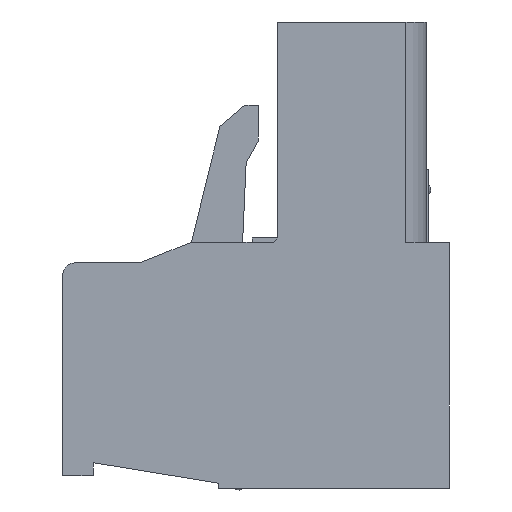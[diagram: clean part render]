
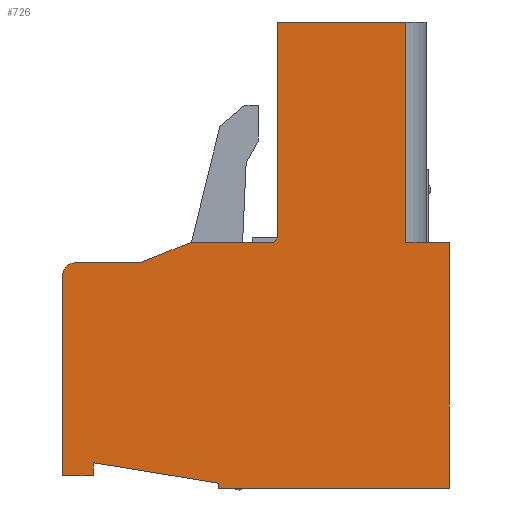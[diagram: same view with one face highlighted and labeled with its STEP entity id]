
A CAD part, front view. The second image highlights one B-rep face of the part: STEP entity #726.
In plain terms, the highlighted planar face has unit normal (0, -1, 0).
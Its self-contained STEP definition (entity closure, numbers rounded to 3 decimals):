
#726 = ADVANCED_FACE( '', ( #1565 ), #1566, .T. );
#1565 = FACE_OUTER_BOUND( '', #2505, .T. );
#1566 = PLANE( '', #2506 );
#2505 = EDGE_LOOP( '', ( #4552, #4553, #4554, #4555, #4556, #4557, #4558, #4559, #4560, #4561, #4562, #4563, #4564, #4565, #4566, #4567 ) );
#2506 = AXIS2_PLACEMENT_3D( '', #4568, #4569, #4570 );
#4552 = ORIENTED_EDGE( '', *, *, #5926, .T. );
#4553 = ORIENTED_EDGE( '', *, *, #5950, .T. );
#4554 = ORIENTED_EDGE( '', *, *, #6260, .T. );
#4555 = ORIENTED_EDGE( '', *, *, #5624, .T. );
#4556 = ORIENTED_EDGE( '', *, *, #6261, .T. );
#4557 = ORIENTED_EDGE( '', *, *, #5730, .T. );
#4558 = ORIENTED_EDGE( '', *, *, #5760, .T. );
#4559 = ORIENTED_EDGE( '', *, *, #6262, .T. );
#4560 = ORIENTED_EDGE( '', *, *, #6073, .T. );
#4561 = ORIENTED_EDGE( '', *, *, #5555, .T. );
#4562 = ORIENTED_EDGE( '', *, *, #6064, .T. );
#4563 = ORIENTED_EDGE( '', *, *, #5898, .T. );
#4564 = ORIENTED_EDGE( '', *, *, #5597, .T. );
#4565 = ORIENTED_EDGE( '', *, *, #6263, .T. );
#4566 = ORIENTED_EDGE( '', *, *, #6264, .T. );
#4567 = ORIENTED_EDGE( '', *, *, #5808, .T. );
#4568 = CARTESIAN_POINT( '', ( 0., -6.62, 0. ) );
#4569 = DIRECTION( '', ( 0., -1., 0. ) );
#4570 = DIRECTION( '', ( 0., 0., -1. ) );
#5555 = EDGE_CURVE( '', #6680, #6678, #6681, .T. );
#5597 = EDGE_CURVE( '', #6749, #6754, #6756, .T. );
#5624 = EDGE_CURVE( '', #6802, #6800, #6803, .T. );
#5730 = EDGE_CURVE( '', #6965, #6970, #6972, .T. );
#5760 = EDGE_CURVE( '', #6970, #7016, #7018, .T. );
#5808 = EDGE_CURVE( '', #7100, #7098, #7101, .T. );
#5898 = EDGE_CURVE( '', #7243, #6749, #7244, .T. );
#5926 = EDGE_CURVE( '', #7098, #7288, #7290, .T. );
#5950 = EDGE_CURVE( '', #7288, #7324, #7325, .T. );
#6064 = EDGE_CURVE( '', #6678, #7243, #7493, .T. );
#6073 = EDGE_CURVE( '', #7505, #6680, #7506, .T. );
#6260 = EDGE_CURVE( '', #7324, #6802, #7741, .T. );
#6261 = EDGE_CURVE( '', #6800, #6965, #7742, .T. );
#6262 = EDGE_CURVE( '', #7016, #7505, #7743, .T. );
#6263 = EDGE_CURVE( '', #6754, #7744, #7745, .T. );
#6264 = EDGE_CURVE( '', #7744, #7100, #7746, .T. );
#6678 = VERTEX_POINT( '', #8277 );
#6680 = VERTEX_POINT( '', #8280 );
#6681 = LINE( '', #8281, #8282 );
#6749 = VERTEX_POINT( '', #8382 );
#6754 = VERTEX_POINT( '', #8389 );
#6756 = LINE( '', #8392, #8393 );
#6800 = VERTEX_POINT( '', #8453 );
#6802 = VERTEX_POINT( '', #8456 );
#6803 = LINE( '', #8457, #8458 );
#6965 = VERTEX_POINT( '', #8689 );
#6970 = VERTEX_POINT( '', #8696 );
#6972 = LINE( '', #8699, #8700 );
#7016 = VERTEX_POINT( '', #8764 );
#7018 = LINE( '', #8767, #8768 );
#7098 = VERTEX_POINT( '', #8875 );
#7100 = VERTEX_POINT( '', #8878 );
#7101 = LINE( '', #8879, #8880 );
#7243 = VERTEX_POINT( '', #9077 );
#7244 = LINE( '', #9078, #9079 );
#7288 = VERTEX_POINT( '', #9142 );
#7290 = LINE( '', #9145, #9146 );
#7324 = VERTEX_POINT( '', #9197 );
#7325 = CIRCLE( '', #9198, 0.5 );
#7493 = LINE( '', #9446, #9447 );
#7505 = VERTEX_POINT( '', #9464 );
#7506 = LINE( '', #9465, #9466 );
#7741 = LINE( '', #9807, #9808 );
#7742 = LINE( '', #9809, #9810 );
#7743 = LINE( '', #9811, #9812 );
#7744 = VERTEX_POINT( '', #9813 );
#7745 = LINE( '', #9814, #9815 );
#7746 = LINE( '', #9816, #9817 );
#8277 = CARTESIAN_POINT( '', ( 2.1, -6.62, 4.95 ) );
#8280 = CARTESIAN_POINT( '', ( 3.8, -6.62, 4.95 ) );
#8281 = CARTESIAN_POINT( '', ( 3.8, -6.62, 4.95 ) );
#8282 = VECTOR( '', #10214, 1000. );
#8382 = CARTESIAN_POINT( '', ( -2.9, -6.62, 13.55 ) );
#8389 = CARTESIAN_POINT( '', ( -2.9, -6.62, 5.124 ) );
#8392 = CARTESIAN_POINT( '', ( -2.9, -6.62, 13.55 ) );
#8393 = VECTOR( '', #10256, 1000. );
#8453 = CARTESIAN_POINT( '', ( -10.1, -6.62, -4.15 ) );
#8456 = CARTESIAN_POINT( '', ( -11.3, -6.62, -4.15 ) );
#8457 = CARTESIAN_POINT( '', ( -11.3, -6.62, -4.15 ) );
#8458 = VECTOR( '', #10283, 1000. );
#8689 = CARTESIAN_POINT( '', ( -10.1, -6.62, -3.65 ) );
#8696 = CARTESIAN_POINT( '', ( -5.2, -6.62, -4.45 ) );
#8699 = CARTESIAN_POINT( '', ( -10.1, -6.62, -3.65 ) );
#8700 = VECTOR( '', #10383, 1000. );
#8764 = CARTESIAN_POINT( '', ( -5.2, -6.62, -4.65 ) );
#8767 = CARTESIAN_POINT( '', ( -5.2, -6.62, -4.45 ) );
#8768 = VECTOR( '', #10414, 1000. );
#8875 = CARTESIAN_POINT( '', ( -8.3, -6.62, 4.15 ) );
#8878 = CARTESIAN_POINT( '', ( -6.274, -6.62, 4.95 ) );
#8879 = CARTESIAN_POINT( '', ( -6.274, -6.62, 4.95 ) );
#8880 = VECTOR( '', #10467, 1000. );
#9077 = CARTESIAN_POINT( '', ( 2.1, -6.62, 13.55 ) );
#9078 = CARTESIAN_POINT( '', ( 2.9, -6.62, 13.55 ) );
#9079 = VECTOR( '', #10577, 1000. );
#9142 = CARTESIAN_POINT( '', ( -10.8, -6.62, 4.15 ) );
#9145 = CARTESIAN_POINT( '', ( -8.3, -6.62, 4.15 ) );
#9146 = VECTOR( '', #10604, 1000. );
#9197 = CARTESIAN_POINT( '', ( -11.3, -6.62, 3.65 ) );
#9198 = AXIS2_PLACEMENT_3D( '', #10622, #10623, #10624 );
#9446 = CARTESIAN_POINT( '', ( 2.1, -6.62, -13.553 ) );
#9447 = VECTOR( '', #10734, 1000. );
#9464 = CARTESIAN_POINT( '', ( 3.8, -6.62, -4.65 ) );
#9465 = CARTESIAN_POINT( '', ( 3.8, -6.62, -4.65 ) );
#9466 = VECTOR( '', #10740, 1000. );
#9807 = CARTESIAN_POINT( '', ( -11.3, -6.62, 4.15 ) );
#9808 = VECTOR( '', #10898, 1000. );
#9809 = CARTESIAN_POINT( '', ( -10.1, -6.62, -4.15 ) );
#9810 = VECTOR( '', #10899, 1000. );
#9811 = CARTESIAN_POINT( '', ( -5.2, -6.62, -4.65 ) );
#9812 = VECTOR( '', #10900, 1000. );
#9813 = CARTESIAN_POINT( '', ( -3.074, -6.62, 4.95 ) );
#9814 = CARTESIAN_POINT( '', ( -2.9, -6.62, 5.124 ) );
#9815 = VECTOR( '', #10901, 1000. );
#9816 = CARTESIAN_POINT( '', ( -3.074, -6.62, 4.95 ) );
#9817 = VECTOR( '', #10902, 1000. );
#10214 = DIRECTION( '', ( -1., 0., 0. ) );
#10256 = DIRECTION( '', ( 0., 0., -1. ) );
#10283 = DIRECTION( '', ( 1., 0., 0. ) );
#10383 = DIRECTION( '', ( 0.987, 0., -0.161 ) );
#10414 = DIRECTION( '', ( 0., 0., -1. ) );
#10467 = DIRECTION( '', ( -0.93, 0., -0.367 ) );
#10577 = DIRECTION( '', ( -1., 0., 0. ) );
#10604 = DIRECTION( '', ( -1., 0., 0. ) );
#10622 = CARTESIAN_POINT( '', ( -10.8, -6.62, 3.65 ) );
#10623 = DIRECTION( '', ( 0., -1., 0. ) );
#10624 = DIRECTION( '', ( 0., 0., -1. ) );
#10734 = DIRECTION( '', ( 0., 0., 1. ) );
#10740 = DIRECTION( '', ( 0., 0., 1. ) );
#10898 = DIRECTION( '', ( 0., 0., -1. ) );
#10899 = DIRECTION( '', ( 0., 0., 1. ) );
#10900 = DIRECTION( '', ( 1., 0., 0. ) );
#10901 = DIRECTION( '', ( -0.707, 0., -0.707 ) );
#10902 = DIRECTION( '', ( -1., 0., 0. ) );
